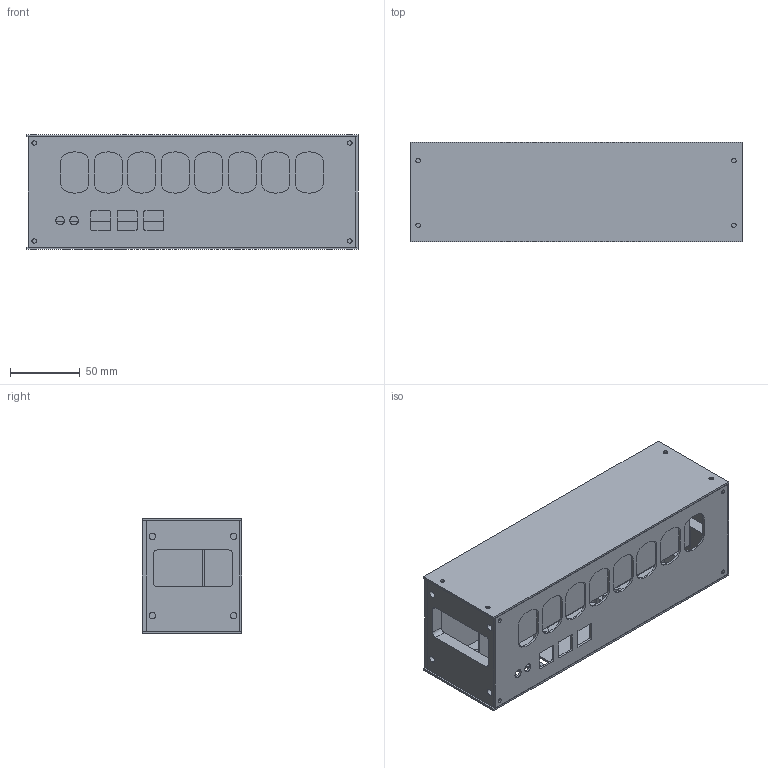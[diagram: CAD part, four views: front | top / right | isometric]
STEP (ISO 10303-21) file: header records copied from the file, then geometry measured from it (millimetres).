
FILE_DESCRIPTION(/* description */ ('STEP AP242','CAx-IF Rec.Pracs.---Representation and Presentation of Product Manufacturing Information (PMI)---4.0---2014-10-13','CAx-IF Rec.Pracs.---3D Tessellated Geometry---0.4---2014-09-14','2;1'),/* implementation_level */ '2;1');
FILE_NAME(/* name */ '66873fd70d815d445bf56c10',/* time_stamp */ '2024-07-05T00:35:36Z',/* author */ (''),/* organization */ (''),/* preprocessor_version */ 'ST-DEVELOPER v20',/* originating_system */ ' ',/* authorisation */ ' ');
FILE_SCHEMA (('AP242_MANAGED_MODEL_BASED_3D_ENGINEERING_MIM_LF { 1 0 10303 442 1 1 4 }'));
Length unit declared in the file: metre
Products named in the file (9): Side Frame 2; Front Face; Side Frame 1; Top Panel; Side Panel; Bottom Panel; PCB; PCB Mount Frame; Back Panel
Bounding box: 238 x 71.5 x 82 mm (x, y, z)
Volume: 234030.4 mm3; surface area: 207926.7 mm2
Topology: 9 solids, 9 shells, 365 faces, 915 edges, 611 vertices
Faces by surface type: cylinder 186, plane 179
Full cylindrical faces by diameter (mm): 3.2 x23, 4.7 x39, 6.2 x2
Entity records: 11105 total; most frequent: DIRECTION 1968, CARTESIAN_POINT 1830, ORIENTED_EDGE 1696, EDGE_CURVE 848, AXIS2_PLACEMENT_3D 746, VERTEX_POINT 608, EDGE_LOOP 562, FACE_BOUND 562
